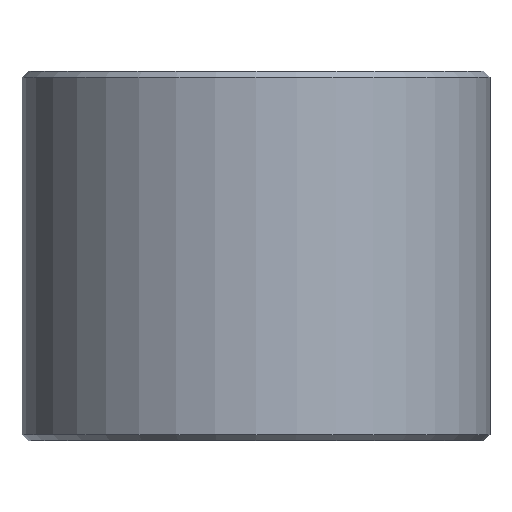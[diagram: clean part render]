
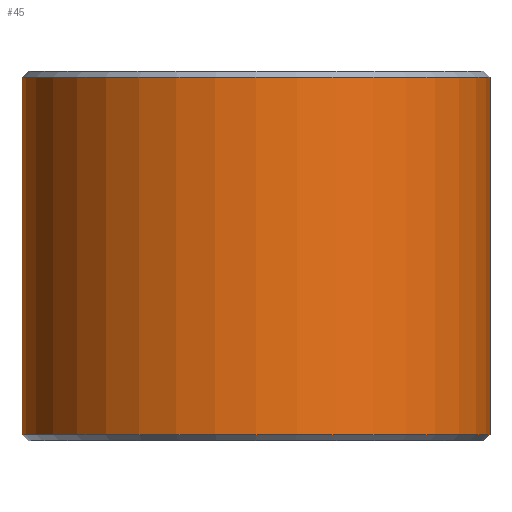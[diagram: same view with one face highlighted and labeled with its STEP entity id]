
A CAD part, front view. The second image highlights one B-rep face of the part: STEP entity #45.
In plain terms, the highlighted cylindrical face has radius 7.6 mm (diameter 15.2 mm), a full revolution.
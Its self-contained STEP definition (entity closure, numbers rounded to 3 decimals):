
#24 = AXIS2_PLACEMENT_3D ( 'NONE', #87, #124, #200 ) ;
#30 = VERTEX_POINT ( 'NONE', #116 ) ;
#31 = VERTEX_POINT ( 'NONE', #80 ) ;
#37 = CIRCLE ( 'NONE', #169, 7.6 ) ;
#38 = EDGE_CURVE ( 'NONE', #30, #30, #177, .T. ) ;
#42 = FACE_OUTER_BOUND ( 'NONE', #85, .T. ) ;
#45 = ADVANCED_FACE ( 'NONE', ( #42, #180 ), #178, .T. ) ;
#56 = CARTESIAN_POINT ( 'NONE',  ( 0., 0., 12. ) ) ;
#79 = ORIENTED_EDGE ( 'NONE', *, *, #163, .T. ) ;
#80 = CARTESIAN_POINT ( 'NONE',  ( 7.6, 0., 11.8 ) ) ;
#85 = EDGE_LOOP ( 'NONE', ( #168 ) ) ;
#87 = CARTESIAN_POINT ( 'NONE',  ( 0., 0., 0.2 ) ) ;
#99 = DIRECTION ( 'NONE',  ( 0., 0., -1. ) ) ;
#109 = DIRECTION ( 'NONE',  ( 0., 0., -1. ) ) ;
#116 = CARTESIAN_POINT ( 'NONE',  ( 7.6, 0., 0.2 ) ) ;
#124 = DIRECTION ( 'NONE',  ( 0., 0., 1. ) ) ;
#148 = CARTESIAN_POINT ( 'NONE',  ( 0., 0., 11.8 ) ) ;
#154 = AXIS2_PLACEMENT_3D ( 'NONE', #56, #109, #165 ) ;
#163 = EDGE_CURVE ( 'NONE', #31, #31, #37, .T. ) ;
#165 = DIRECTION ( 'NONE',  ( -1., 0., 0. ) ) ;
#168 = ORIENTED_EDGE ( 'NONE', *, *, #38, .T. ) ;
#169 = AXIS2_PLACEMENT_3D ( 'NONE', #148, #99, #172 ) ;
#172 = DIRECTION ( 'NONE',  ( 1., 0., 0. ) ) ;
#176 = EDGE_LOOP ( 'NONE', ( #79 ) ) ;
#177 = CIRCLE ( 'NONE', #24, 7.6 ) ;
#178 = CYLINDRICAL_SURFACE ( 'NONE', #154, 7.6 ) ;
#180 = FACE_OUTER_BOUND ( 'NONE', #176, .T. ) ;
#200 = DIRECTION ( 'NONE',  ( 1., 0., 0. ) ) ;
